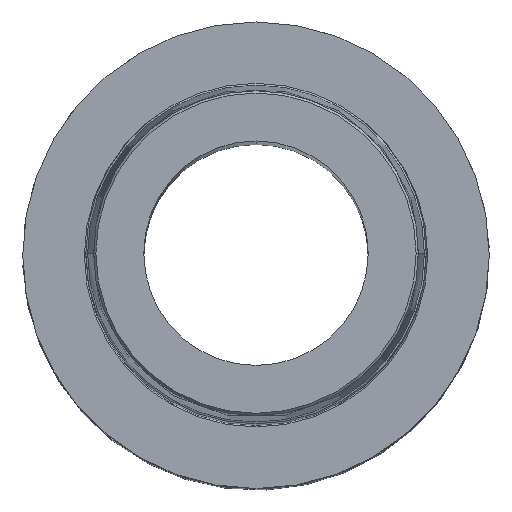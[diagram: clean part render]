
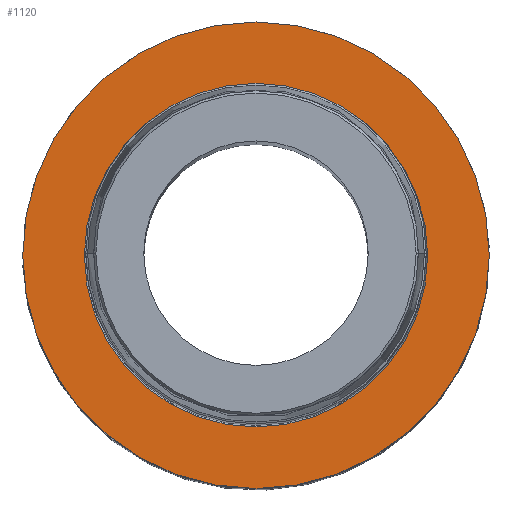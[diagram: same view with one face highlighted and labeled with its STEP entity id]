
A CAD part, top view. The second image highlights one B-rep face of the part: STEP entity #1120.
In plain terms, the highlighted planar face has unit normal (0, 0, 1).
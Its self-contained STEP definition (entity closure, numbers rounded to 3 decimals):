
#67 = DIRECTION ( 'NONE',  ( -1., 0., 0. ) ) ;
#72 = DIRECTION ( 'NONE',  ( 1., 0., 0. ) ) ;
#73 = DIRECTION ( 'NONE',  ( 0., 0., 1. ) ) ;
#74 = CARTESIAN_POINT ( 'NONE',  ( 0., 0., 0. ) ) ;
#75 = AXIS2_PLACEMENT_3D ( 'NONE', #74, #73, #72 ) ;
#76 = CIRCLE ( 'NONE', #75, 6.808 ) ;
#102 = FACE_OUTER_BOUND ( 'NONE', #1065, .T. ) ;
#108 = FACE_BOUND ( 'NONE', #1021, .T. ) ;
#146 = DIRECTION ( 'NONE',  ( 0., 0., -1. ) ) ;
#147 = AXIS2_PLACEMENT_3D ( 'NONE', #149, #146, #67 ) ;
#149 = CARTESIAN_POINT ( 'NONE',  ( 0., 9.25, 0. ) ) ;
#150 = PLANE ( 'NONE',  #147 ) ;
#610 = DIRECTION ( 'NONE',  ( 1., 0., 0. ) ) ;
#611 = DIRECTION ( 'NONE',  ( 0., 0., 1. ) ) ;
#612 = AXIS2_PLACEMENT_3D ( 'NONE', #626, #611, #610 ) ;
#613 = CIRCLE ( 'NONE', #612, 9.25 ) ;
#626 = CARTESIAN_POINT ( 'NONE',  ( 0., 0., 0. ) ) ;
#936 = ORIENTED_EDGE ( 'NONE', *, *, #1105, .F. ) ;
#948 = VERTEX_POINT ( 'NONE', #1709 ) ;
#967 = VERTEX_POINT ( 'NONE', #1727 ) ;
#968 = VERTEX_POINT ( 'NONE', #1726 ) ;
#990 = EDGE_CURVE ( 'NONE', #948, #992, #1773, .T. ) ;
#992 = VERTEX_POINT ( 'NONE', #1797 ) ;
#1008 = EDGE_CURVE ( 'NONE', #968, #967, #1785, .T. ) ;
#1021 = EDGE_LOOP ( 'NONE', ( #936, #1104 ) ) ;
#1031 = ORIENTED_EDGE ( 'NONE', *, *, #1032, .T. ) ;
#1032 = EDGE_CURVE ( 'NONE', #992, #948, #613, .T. ) ;
#1065 = EDGE_LOOP ( 'NONE', ( #1133, #1031 ) ) ;
#1104 = ORIENTED_EDGE ( 'NONE', *, *, #1008, .F. ) ;
#1105 = EDGE_CURVE ( 'NONE', #967, #968, #76, .T. ) ;
#1120 = ADVANCED_FACE ( 'NONE', ( #102, #108 ), #150, .F. ) ;
#1133 = ORIENTED_EDGE ( 'NONE', *, *, #990, .T. ) ;
#1709 = CARTESIAN_POINT ( 'NONE',  ( 9.25, 0., 0. ) ) ;
#1726 = CARTESIAN_POINT ( 'NONE',  ( -6.808, 0., 0. ) ) ;
#1727 = CARTESIAN_POINT ( 'NONE',  ( 6.808, 0., 0. ) ) ;
#1760 = CARTESIAN_POINT ( 'NONE',  ( 0., 0., 0. ) ) ;
#1773 = CIRCLE ( 'NONE', #1776, 9.25 ) ;
#1776 = AXIS2_PLACEMENT_3D ( 'NONE', #1760, #1792, #1791 ) ;
#1781 = DIRECTION ( 'NONE',  ( 1., 0., 0. ) ) ;
#1782 = DIRECTION ( 'NONE',  ( 0., 0., 1. ) ) ;
#1783 = CARTESIAN_POINT ( 'NONE',  ( 0., 0., 0. ) ) ;
#1784 = AXIS2_PLACEMENT_3D ( 'NONE', #1783, #1782, #1781 ) ;
#1785 = CIRCLE ( 'NONE', #1784, 6.808 ) ;
#1791 = DIRECTION ( 'NONE',  ( 1., 0., 0. ) ) ;
#1792 = DIRECTION ( 'NONE',  ( 0., 0., 1. ) ) ;
#1797 = CARTESIAN_POINT ( 'NONE',  ( -9.25, 0., 0. ) ) ;
